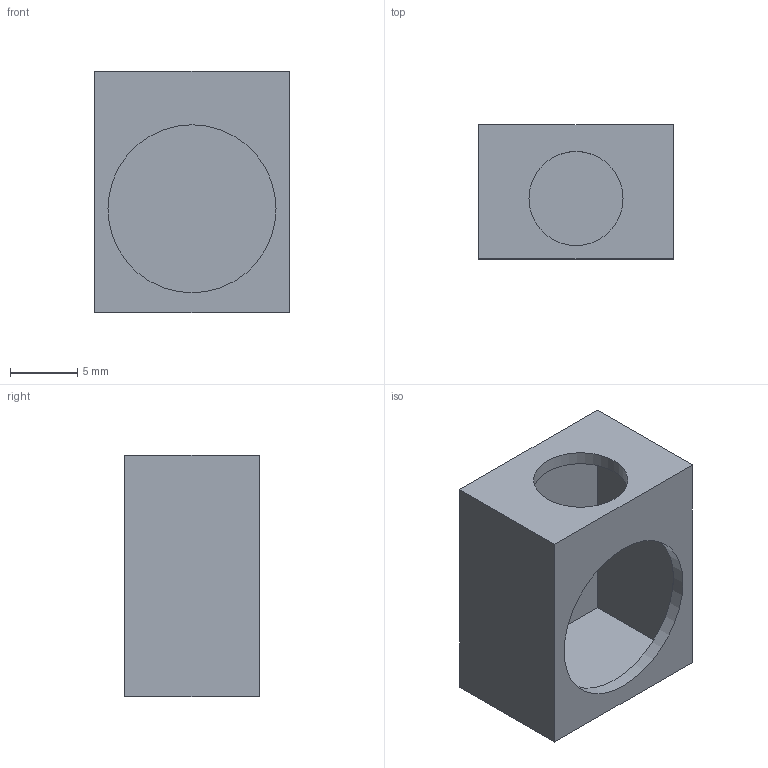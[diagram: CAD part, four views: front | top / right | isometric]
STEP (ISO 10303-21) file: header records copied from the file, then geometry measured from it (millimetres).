
FILE_DESCRIPTION(/* description */ (''),/* implementation_level */ '2;1');
FILE_NAME(/* name */ 'carcasaXeotype_BUZZER.stp',/* time_stamp */ '2021-04-10T22:28:34+03:00',/* author */ ('Vlasciar'),/* organization */ (''),/* preprocessor_version */ 'ST-DEVELOPER v18',/* originating_system */ 'Autodesk Inventor 2020',/* authorisation */ '');
FILE_SCHEMA (('AUTOMOTIVE_DESIGN { 1 0 10303 214 3 1 1 }'));
Length unit declared in the file: millimetre
Products named in the file (1): carcasaXeotype_BUZZER
Bounding box: 14.5 x 10 x 18 mm (x, y, z)
Volume: 848.8 mm3; surface area: 1766.9 mm2
Topology: 1 solids, 1 shells, 15 faces, 41 edges, 32 vertices
Faces by surface type: plane 13, cylinder 2
Full cylindrical faces by diameter (mm): 7 x1, 12.5 x1
Entity records: 514 total; most frequent: CARTESIAN_POINT 85, DIRECTION 77, ORIENTED_EDGE 74, EDGE_CURVE 37, LINE 29, VECTOR 29, VERTEX_POINT 24, AXIS2_PLACEMENT_3D 24
